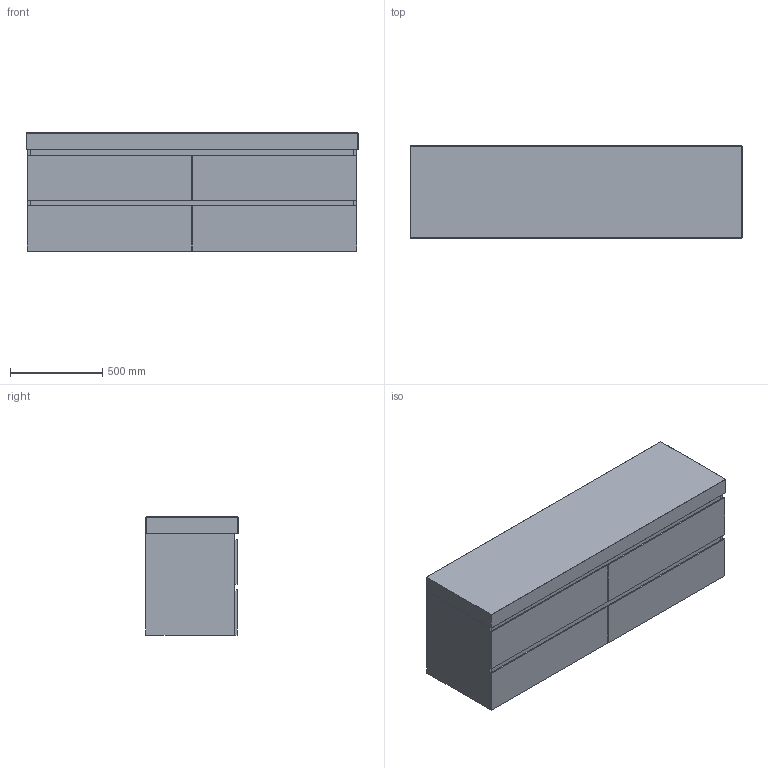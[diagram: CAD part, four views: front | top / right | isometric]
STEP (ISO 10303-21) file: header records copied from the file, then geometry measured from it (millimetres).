
FILE_DESCRIPTION(/* description */ (''),/* implementation_level */ '2;1');
FILE_NAME(/* name */ 'Domaine Twin All-Drawer (Wall Hung) 1800 (90MM)',/* time_stamp */ '2025-07-09T14:53:08+10:00',/* author */ (''),/* organization */ (''),/* preprocessor_version */ 'ST-DEVELOPER v16.5',/* originating_system */ '',/* authorisation */ '');
FILE_SCHEMA (('AUTOMOTIVE_DESIGN'));
Length unit declared in the file: millimetre
Products named in the file (6): Document; Domaine Twin All-Drawer (Wall Hung) 1800 (90MM); Domaine All-Drawer TWIN (Wall Hung) ALL23; Domaine Twin All-Drawer 1800 WH23; Blank Benchtops ALL910111213141516171819202122; 1800 Benchtop (90mm)5678
Assembly tree (5 placements, depth 4):
  Document
    Domaine Twin All-Drawer (Wall Hung) 1800 (90MM)
      Domaine All-Drawer TWIN (Wall Hung) ALL23
        Domaine Twin All-Drawer 1800 WH23
      Blank Benchtops ALL910111213141516171819202122
        1800 Benchtop (90mm)5678
Bounding box: 1800 x 500 x 640 mm (x, y, z)
Volume: 80796165.8 mm3; surface area: 11088507 mm2
Topology: 7 solids, 7 shells, 72 faces, 157 edges, 94 vertices
Faces by surface type: plane 55, cylinder 11, bspline 6
Entity records: 2126 total; most frequent: CARTESIAN_POINT 767, ORIENTED_EDGE 302, EDGE_CURVE 151, B_SPLINE_CURVE_WITH_KNOTS 131, VERTEX_POINT 94, DIRECTION 92, AXIS2_PLACEMENT_3D 79, EDGE_LOOP 73
